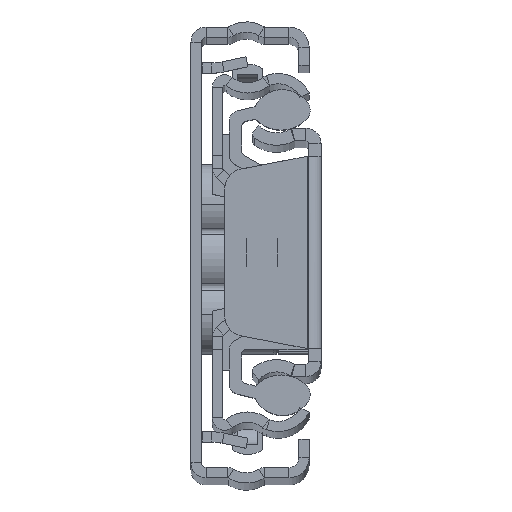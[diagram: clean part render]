
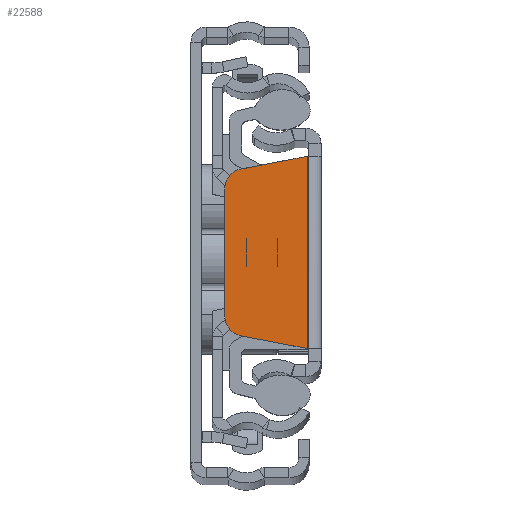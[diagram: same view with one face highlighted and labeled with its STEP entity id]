
A CAD part, top view. The second image highlights one B-rep face of the part: STEP entity #22588.
In plain terms, the highlighted planar face has unit normal (0, 0, 1).
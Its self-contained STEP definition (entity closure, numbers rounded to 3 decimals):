
#575 = CARTESIAN_POINT ( 'NONE',  ( -7.401, 6.183, 0. ) ) ;
#957 = ORIENTED_EDGE ( 'NONE', *, *, #5320, .T. ) ;
#1006 = VECTOR ( 'NONE', #11644, 1000. ) ;
#2195 = PLANE ( 'NONE',  #23218 ) ;
#2520 = ORIENTED_EDGE ( 'NONE', *, *, #9225, .T. ) ;
#2828 = CARTESIAN_POINT ( 'NONE',  ( -1.36, -9.379, 0. ) ) ;
#3360 = VERTEX_POINT ( 'NONE', #18394 ) ;
#5015 = CARTESIAN_POINT ( 'NONE',  ( -9.401, 0., 0. ) ) ;
#5320 = EDGE_CURVE ( 'NONE', #3360, #16865, #9141, .T. ) ;
#5475 = CARTESIAN_POINT ( 'NONE',  ( -1.786, 9.298, 0. ) ) ;
#5714 = FACE_OUTER_BOUND ( 'NONE', #19216, .T. ) ;
#5766 = DIRECTION ( 'NONE',  ( -1., 0., 0. ) ) ;
#5835 = DIRECTION ( 'NONE',  ( 0., 0., -1. ) ) ;
#6604 = DIRECTION ( 'NONE',  ( 0.982, -0.189, 0. ) ) ;
#7649 = DIRECTION ( 'NONE',  ( 0., 0., 1. ) ) ;
#8669 = DIRECTION ( 'NONE',  ( 0., -1., 0. ) ) ;
#9141 = CIRCLE ( 'NONE', #18162, 2. ) ;
#9225 = EDGE_CURVE ( 'NONE', #10148, #3360, #21151, .T. ) ;
#9371 = CARTESIAN_POINT ( 'NONE',  ( 0., 0., 0. ) ) ;
#10148 = VERTEX_POINT ( 'NONE', #22150 ) ;
#10206 = EDGE_CURVE ( 'NONE', #16865, #16617, #18839, .T. ) ;
#10893 = DIRECTION ( 'NONE',  ( -0.982, -0.189, 0. ) ) ;
#11644 = DIRECTION ( 'NONE',  ( 0., -1., 0. ) ) ;
#11763 = EDGE_CURVE ( 'NONE', #20967, #10148, #20619, .T. ) ;
#11777 = CARTESIAN_POINT ( 'NONE',  ( -1.786, -9.298, 0. ) ) ;
#12377 = EDGE_CURVE ( 'NONE', #14399, #20967, #16179, .T. ) ;
#13012 = DIRECTION ( 'NONE',  ( -1., 0., 0. ) ) ;
#13119 = CARTESIAN_POINT ( 'NONE',  ( -7.778, 8.147, 0. ) ) ;
#13262 = ORIENTED_EDGE ( 'NONE', *, *, #21886, .F. ) ;
#13629 = LINE ( 'NONE', #2828, #1006 ) ;
#14399 = VERTEX_POINT ( 'NONE', #17349 ) ;
#14982 = AXIS2_PLACEMENT_3D ( 'NONE', #575, #7649, #5766 ) ;
#15365 = VECTOR ( 'NONE', #8669, 1000. ) ;
#16179 = LINE ( 'NONE', #5475, #17017 ) ;
#16370 = VECTOR ( 'NONE', #6604, 1000. ) ;
#16617 = VERTEX_POINT ( 'NONE', #19258 ) ;
#16688 = DIRECTION ( 'NONE',  ( -1., 0., 0. ) ) ;
#16865 = VERTEX_POINT ( 'NONE', #22895 ) ;
#17017 = VECTOR ( 'NONE', #10893, 1000. ) ;
#17112 = ORIENTED_EDGE ( 'NONE', *, *, #11763, .T. ) ;
#17349 = CARTESIAN_POINT ( 'NONE',  ( -1.36, 9.379, 0. ) ) ;
#18016 = ORIENTED_EDGE ( 'NONE', *, *, #12377, .T. ) ;
#18162 = AXIS2_PLACEMENT_3D ( 'NONE', #20226, #18689, #16688 ) ;
#18394 = CARTESIAN_POINT ( 'NONE',  ( -9.401, -6.183, 0. ) ) ;
#18689 = DIRECTION ( 'NONE',  ( 0., 0., 1. ) ) ;
#18839 = LINE ( 'NONE', #11777, #16370 ) ;
#19216 = EDGE_LOOP ( 'NONE', ( #2520, #957, #20542, #13262, #18016, #17112 ) ) ;
#19258 = CARTESIAN_POINT ( 'NONE',  ( -1.36, -9.379, 0. ) ) ;
#20226 = CARTESIAN_POINT ( 'NONE',  ( -7.401, -6.183, 0. ) ) ;
#20542 = ORIENTED_EDGE ( 'NONE', *, *, #10206, .T. ) ;
#20619 = CIRCLE ( 'NONE', #14982, 2. ) ;
#20967 = VERTEX_POINT ( 'NONE', #13119 ) ;
#21151 = LINE ( 'NONE', #5015, #15365 ) ;
#21886 = EDGE_CURVE ( 'NONE', #14399, #16617, #13629, .T. ) ;
#22150 = CARTESIAN_POINT ( 'NONE',  ( -9.401, 6.183, 0. ) ) ;
#22588 = ADVANCED_FACE ( 'NONE', ( #5714 ), #2195, .F. ) ;
#22895 = CARTESIAN_POINT ( 'NONE',  ( -7.778, -8.147, 0. ) ) ;
#23218 = AXIS2_PLACEMENT_3D ( 'NONE', #9371, #5835, #13012 ) ;
